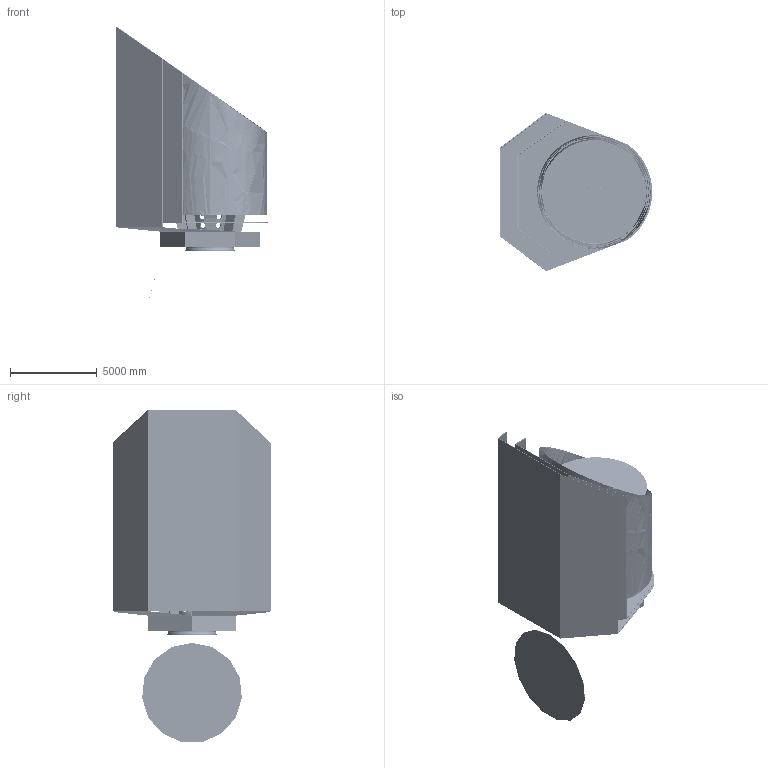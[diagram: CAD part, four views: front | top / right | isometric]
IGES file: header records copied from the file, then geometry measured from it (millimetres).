
Start section: SolidWorks IGES file using analytic representation for surfaces
Global section: file name: ostconcept25p9m33018V2_1_add-MISC.IGS; native system: SolidWorks 2014; preprocessor: SolidWorks 2014; author: ikeda; date: 180430.183208; units: inch
Bounding box: 8763.29 x 9093.72 x 19082.17 mm (x, y, z)
Surface area: 4230851610 mm2 (no closed solid volume)
Topology: 0 solids, 0 shells, 9820 faces, 173336 edges, 212063 vertices
Faces by surface type: bspline 6360, revolution 3460
